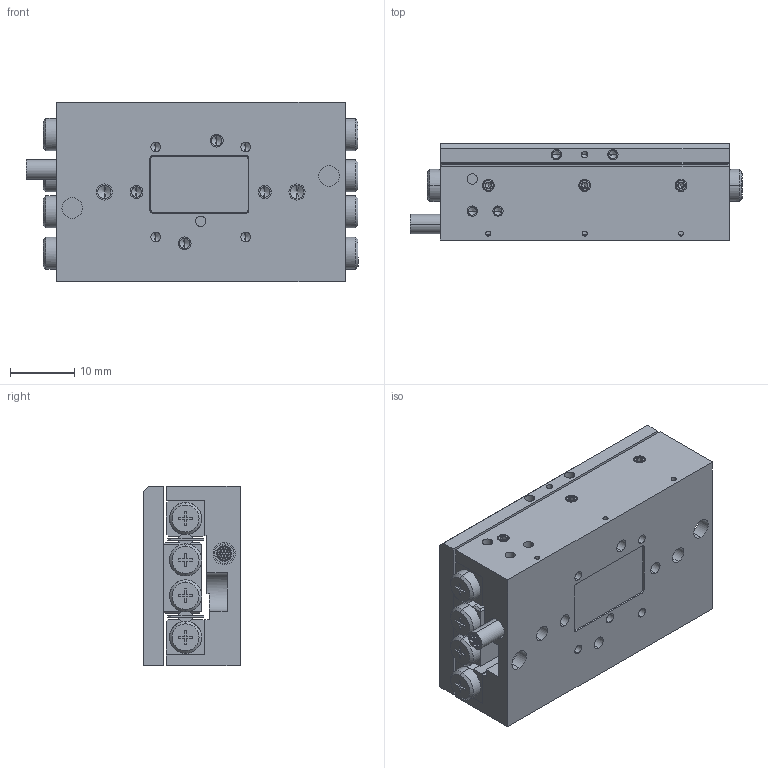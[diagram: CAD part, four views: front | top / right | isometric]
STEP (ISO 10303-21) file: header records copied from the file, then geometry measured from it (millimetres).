
FILE_DESCRIPTION (( 'STEP AP214' ), '1' );
FILE_NAME ('PPS-28-110X0.STEP', '2023-08-03T21:43:29', ( '' ), ( '' ), 'SwSTEP 2.0', 'SolidWorks 2023', '' );
FILE_SCHEMA (( 'AUTOMOTIVE_DESIGN' ));
Length unit declared in the file: millimetre
Products named in the file (13): NB Slide Way SVW 2000 Rail_SVW 2045; Set Screw, Cup-H, E-ASME_E1-72 x 1''16; NB Slide Way SVW 2000 Cage_SVW 2045-8Z; SCREW, MS-PPH, M-JCIS_M2.5 x 0.45 x 6mm; 130161 Bearing, NB, Slide Way, SVW 2000_SVW 2045-8Z (Movable to Limits); PPS-28-110X0; SCREW, SHCS-F, M-DIN_M3 x 0.5 x 06mm; 430438 PPS 28, Back Cover, NJ8x13; NB Slide Way SVW 2000 Center Way_SVW 2045; Cooner Black Cable_L20; PPS-28, Carriage, Master Part_45; PPS-28, Base, Master Part_L45, No Ears ; SSCZS-M2.5-8
Assembly tree (25 placements, depth 3):
  PPS-28-110X0
    PPS-28, Base, Master Part_L45, No Ears 
    430438 PPS 28, Back Cover, NJ8x13
    PPS-28, Carriage, Master Part_45
    SCREW, SHCS-F, M-DIN_M3 x 0.5 x 06mm  x3
    130161 Bearing, NB, Slide Way, SVW 2000_SVW 2045-8Z (Movable to Limits)
      NB Slide Way SVW 2000 Rail_SVW 2045  x2
      NB Slide Way SVW 2000 Center Way_SVW 2045
      NB Slide Way SVW 2000 Cage_SVW 2045-8Z  x2
    SCREW, MS-PPH, M-JCIS_M2.5 x 0.45 x 6mm  x6
    Set Screw, Cup-H, E-ASME_E1-72 x 1''16  x3
    SSCZS-M2.5-8  x3
    Cooner Black Cable_L20
Bounding box: 51.7 x 15 x 28 mm (x, y, z)
Volume: 15928 mm3; surface area: 16702.2 mm2
Topology: 37 solids, 37 shells, 1236 faces, 3050 edges, 1888 vertices
Faces by surface type: plane 572, cylinder 386, cone 206, torus 42, bspline 24, sphere 6
Entity records: 67892 total; most frequent: CARTESIAN_POINT 48827, DIRECTION 3960, ORIENTED_EDGE 3738, EDGE_CURVE 1869, AXIS2_PLACEMENT_3D 1446, VERTEX_POINT 1199, VECTOR 1068, LINE 1068
